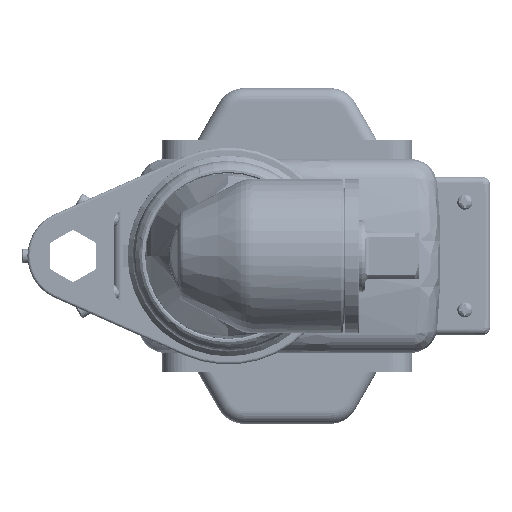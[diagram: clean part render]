
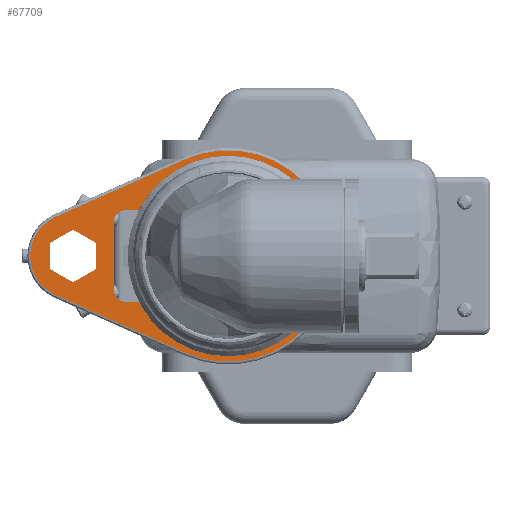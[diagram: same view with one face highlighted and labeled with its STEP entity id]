
A CAD part, left-side view. The second image highlights one B-rep face of the part: STEP entity #67709.
In plain terms, the highlighted planar face has unit normal (-1, 0, 0).
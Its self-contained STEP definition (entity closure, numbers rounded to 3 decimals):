
#536=DIRECTION('',(0.,-0.914,-0.406));
#537=VECTOR('',#536,39.463);
#538=CARTESIAN_POINT('',(-84.692,48.025,-10.91));
#539=LINE('',#538,#537);
#554=DIRECTION('',(0.,-0.866,-0.5));
#555=VECTOR('',#554,7.398);
#556=CARTESIAN_POINT('',(-84.692,49.587,-3.633));
#557=LINE('',#556,#555);
#558=DIRECTION('',(0.,-0.866,0.5));
#559=VECTOR('',#558,7.398);
#560=CARTESIAN_POINT('',(-84.692,43.18,-7.332));
#561=LINE('',#560,#559);
#562=DIRECTION('',(0.,0.,1.));
#563=VECTOR('',#562,7.265);
#564=CARTESIAN_POINT('',(-84.692,36.773,-3.633));
#565=LINE('',#564,#563);
#566=DIRECTION('',(0.,0.866,0.5));
#567=VECTOR('',#566,7.398);
#568=CARTESIAN_POINT('',(-84.692,36.773,3.633));
#569=LINE('',#568,#567);
#570=DIRECTION('',(0.,0.866,-0.5));
#571=VECTOR('',#570,7.398);
#572=CARTESIAN_POINT('',(-84.692,43.18,7.332));
#573=LINE('',#572,#571);
#574=DIRECTION('',(0.,0.,-1.));
#575=VECTOR('',#574,7.265);
#576=CARTESIAN_POINT('',(-84.692,49.587,3.633));
#577=LINE('',#576,#575);
#578=DIRECTION('',(0.,1.,0.));
#579=VECTOR('',#578,3.893);
#580=CARTESIAN_POINT('',(-84.692,24.809,12.764));
#581=LINE('',#580,#579);
#582=CARTESIAN_POINT('',(-84.692,28.702,9.716));
#583=DIRECTION('',(-1.,0.,0.));
#584=DIRECTION('',(0.,0.,1.));
#585=AXIS2_PLACEMENT_3D('',#582,#583,#584);
#587=DIRECTION('',(0.,0.,-1.));
#588=VECTOR('',#587,19.431);
#589=CARTESIAN_POINT('',(-84.692,31.75,9.716));
#590=LINE('',#589,#588);
#591=CARTESIAN_POINT('',(-84.692,28.702,-9.716));
#592=DIRECTION('',(-1.,0.,0.));
#593=DIRECTION('',(0.,1.,0.));
#594=AXIS2_PLACEMENT_3D('',#591,#592,#593);
#596=DIRECTION('',(0.,-1.,0.));
#597=VECTOR('',#596,3.893);
#598=CARTESIAN_POINT('',(-84.692,28.702,-12.764));
#599=LINE('',#598,#597);
#600=CARTESIAN_POINT('',(-84.692,43.18,0.));
#601=DIRECTION('',(-1.,0.,0.));
#602=DIRECTION('',(0.,0.406,0.914));
#603=AXIS2_PLACEMENT_3D('',#600,#601,#602);
#610=DIRECTION('',(0.,0.914,-0.406));
#611=VECTOR('',#610,39.463);
#612=CARTESIAN_POINT('',(-84.692,11.959,26.928));
#613=LINE('',#612,#611);
#684=CARTESIAN_POINT('',(-84.692,0.,0.));
#685=DIRECTION('',(-1.,0.,0.));
#686=DIRECTION('',(0.,0.406,-0.914));
#687=AXIS2_PLACEMENT_3D('',#684,#685,#686);
#978=CARTESIAN_POINT('',(-84.692,0.,0.));
#979=DIRECTION('',(-1.,0.,0.));
#980=DIRECTION('',(0.,0.,1.));
#981=AXIS2_PLACEMENT_3D('',#978,#979,#980);
#1137=CARTESIAN_POINT('',(-84.692,0.,0.));
#1138=DIRECTION('',(-1.,0.,0.));
#1139=DIRECTION('',(0.,0.889,-0.457));
#1140=AXIS2_PLACEMENT_3D('',#1137,#1138,#1139);
#37376=CARTESIAN_POINT('',(-84.692,0.,0.));
#37377=DIRECTION('',(-1.,0.,0.));
#37378=DIRECTION('',(0.,0.,-1.));
#37379=AXIS2_PLACEMENT_3D('',#37376,#37377,#37378);
#65057=CARTESIAN_POINT('',(-84.692,28.702,12.764));
#65058=CARTESIAN_POINT('',(-84.692,31.75,9.716));
#65059=VERTEX_POINT('',#65057);
#65060=VERTEX_POINT('',#65058);
#65061=CARTESIAN_POINT('',(-84.692,31.75,-9.716));
#65062=VERTEX_POINT('',#65061);
#65063=CARTESIAN_POINT('',(-84.692,28.702,-12.764));
#65064=VERTEX_POINT('',#65063);
#65077=CARTESIAN_POINT('',(-84.692,49.587,-3.633));
#65078=CARTESIAN_POINT('',(-84.692,43.18,-7.332));
#65079=VERTEX_POINT('',#65077);
#65080=VERTEX_POINT('',#65078);
#65081=CARTESIAN_POINT('',(-84.692,36.773,-3.633));
#65082=VERTEX_POINT('',#65081);
#65083=CARTESIAN_POINT('',(-84.692,36.773,3.633));
#65084=VERTEX_POINT('',#65083);
#65085=CARTESIAN_POINT('',(-84.692,43.18,7.332));
#65086=VERTEX_POINT('',#65085);
#65087=CARTESIAN_POINT('',(-84.692,49.587,3.633));
#65088=VERTEX_POINT('',#65087);
#65089=CARTESIAN_POINT('',(-84.692,48.025,
10.91));
#65090=CARTESIAN_POINT('',(-84.692,48.025,
-10.91));
#65091=VERTEX_POINT('',#65089);
#65092=VERTEX_POINT('',#65090);
#65097=CARTESIAN_POINT('',(-84.692,11.959,
26.928));
#65098=VERTEX_POINT('',#65097);
#65101=CARTESIAN_POINT('',(-84.692,11.959,
-26.928));
#65102=VERTEX_POINT('',#65101);
#65191=CARTESIAN_POINT('',(-84.692,24.809,12.764));
#65192=VERTEX_POINT('',#65191);
#65193=CARTESIAN_POINT('',(-84.692,24.809,-12.764));
#65194=VERTEX_POINT('',#65193);
#65195=CARTESIAN_POINT('',(-84.692,0.,27.9));
#65196=VERTEX_POINT('',#65195);
#65197=CARTESIAN_POINT('',(-84.692,0.,-27.9));
#65198=VERTEX_POINT('',#65197);
#67663=CARTESIAN_POINT('',(-84.692,43.18,0.));
#67664=DIRECTION('',(-1.,0.,0.));
#67665=DIRECTION('',(0.,0.,1.));
#67666=AXIS2_PLACEMENT_3D('',#67663,#67664,#67665);
#67667=PLANE('',#67666);
#67669=ORIENTED_EDGE('',*,*,#67668,.F.);
#67671=ORIENTED_EDGE('',*,*,#67670,.F.);
#67673=ORIENTED_EDGE('',*,*,#67672,.F.);
#67674=ORIENTED_EDGE('',*,*,#67653,.F.);
#67675=EDGE_LOOP('',(#67669,#67671,#67673,#67674));
#67676=FACE_OUTER_BOUND('',#67675,.F.);
#67678=ORIENTED_EDGE('',*,*,#67677,.T.);
#67680=ORIENTED_EDGE('',*,*,#67679,.T.);
#67682=ORIENTED_EDGE('',*,*,#67681,.T.);
#67684=ORIENTED_EDGE('',*,*,#67683,.T.);
#67686=ORIENTED_EDGE('',*,*,#67685,.T.);
#67688=ORIENTED_EDGE('',*,*,#67687,.T.);
#67689=EDGE_LOOP('',(#67678,#67680,#67682,#67684,#67686,#67688));
#67690=FACE_BOUND('',#67689,.F.);
#67692=ORIENTED_EDGE('',*,*,#67691,.T.);
#67694=ORIENTED_EDGE('',*,*,#67693,.T.);
#67696=ORIENTED_EDGE('',*,*,#67695,.T.);
#67698=ORIENTED_EDGE('',*,*,#67697,.T.);
#67700=ORIENTED_EDGE('',*,*,#67699,.T.);
#67702=ORIENTED_EDGE('',*,*,#67701,.T.);
#67704=ORIENTED_EDGE('',*,*,#67703,.T.);
#67706=ORIENTED_EDGE('',*,*,#67705,.T.);
#67707=EDGE_LOOP('',(#67692,#67694,#67696,#67698,#67700,#67702,#67704,#67706));
#67708=FACE_BOUND('',#67707,.F.);
#67709=ADVANCED_FACE('',(#67676,#67690,#67708),#67667,.T.);
#586=CIRCLE('',#585,3.048);
#595=CIRCLE('',#594,3.048);
#604=CIRCLE('',#603,11.938);
#688=CIRCLE('',#687,29.464);
#982=CIRCLE('',#981,27.9);
#1141=CIRCLE('',#1140,27.9);
#37380=CIRCLE('',#37379,27.9);
#67653=EDGE_CURVE('',#65092,#65102,#539,.T.);
#67668=EDGE_CURVE('',#65091,#65092,#604,.T.);
#67670=EDGE_CURVE('',#65098,#65091,#613,.T.);
#67672=EDGE_CURVE('',#65102,#65098,#688,.T.);
#67677=EDGE_CURVE('',#65079,#65080,#557,.T.);
#67679=EDGE_CURVE('',#65080,#65082,#561,.T.);
#67681=EDGE_CURVE('',#65082,#65084,#565,.T.);
#67683=EDGE_CURVE('',#65084,#65086,#569,.T.);
#67685=EDGE_CURVE('',#65086,#65088,#573,.T.);
#67687=EDGE_CURVE('',#65088,#65079,#577,.T.);
#67691=EDGE_CURVE('',#65196,#65192,#982,.T.);
#67693=EDGE_CURVE('',#65192,#65059,#581,.T.);
#67695=EDGE_CURVE('',#65059,#65060,#586,.T.);
#67697=EDGE_CURVE('',#65060,#65062,#590,.T.);
#67699=EDGE_CURVE('',#65062,#65064,#595,.T.);
#67701=EDGE_CURVE('',#65064,#65194,#599,.T.);
#67703=EDGE_CURVE('',#65194,#65198,#1141,.T.);
#67705=EDGE_CURVE('',#65198,#65196,#37380,.T.);
